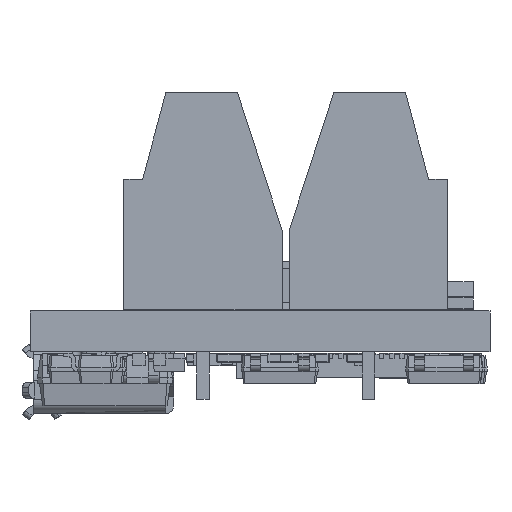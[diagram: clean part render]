
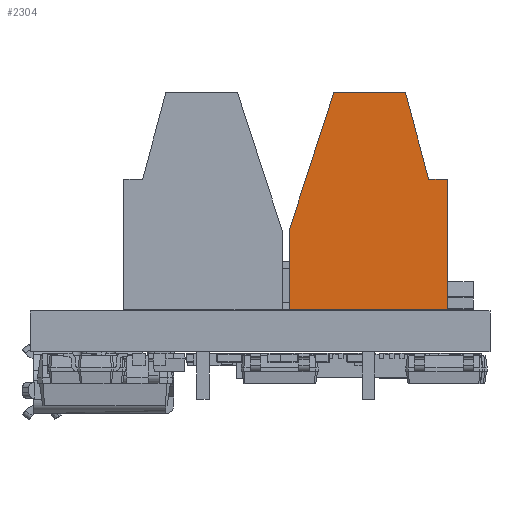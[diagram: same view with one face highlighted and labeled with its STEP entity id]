
A CAD part, front view. The second image highlights one B-rep face of the part: STEP entity #2304.
In plain terms, the highlighted face is planar.
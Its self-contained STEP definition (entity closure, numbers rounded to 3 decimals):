
#1898 = VERTEX_POINT('',#1899);
#1899 = CARTESIAN_POINT('',(-1.5,-3.1,0.));
#1916 = VERTEX_POINT('',#1917);
#1917 = CARTESIAN_POINT('',(-1.5,3.1,0.));
#1923 = EDGE_CURVE('',#1898,#1916,#1924,.T.);
#1924 = LINE('',#1925,#1926);
#1925 = CARTESIAN_POINT('',(-1.5,-3.1,0.));
#1926 = VECTOR('',#1927,1.);
#1927 = DIRECTION('',(0.,1.,0.));
#2107 = EDGE_CURVE('',#2108,#1898,#2110,.T.);
#2108 = VERTEX_POINT('',#2109);
#2109 = CARTESIAN_POINT('',(-1.5,-3.1,5.1));
#2110 = LINE('',#2111,#2112);
#2111 = CARTESIAN_POINT('',(-1.5,-3.1,8.5));
#2112 = VECTOR('',#2113,1.);
#2113 = DIRECTION('',(0.,0.,-1.));
#2304 = ADVANCED_FACE('',(#2305),#2347,.F.);
#2305 = FACE_BOUND('',#2306,.F.);
#2306 = EDGE_LOOP('',(#2307,#2315,#2316,#2317,#2325,#2333,#2341));
#2307 = ORIENTED_EDGE('',*,*,#2308,.T.);
#2308 = EDGE_CURVE('',#2309,#2108,#2311,.T.);
#2309 = VERTEX_POINT('',#2310);
#2310 = CARTESIAN_POINT('',(-1.5,-2.36,5.1));
#2311 = LINE('',#2312,#2313);
#2312 = CARTESIAN_POINT('',(-1.5,-2.36,5.1));
#2313 = VECTOR('',#2314,1.);
#2314 = DIRECTION('',(0.,-1.,0.));
#2315 = ORIENTED_EDGE('',*,*,#2107,.T.);
#2316 = ORIENTED_EDGE('',*,*,#1923,.T.);
#2317 = ORIENTED_EDGE('',*,*,#2318,.T.);
#2318 = EDGE_CURVE('',#1916,#2319,#2321,.T.);
#2319 = VERTEX_POINT('',#2320);
#2320 = CARTESIAN_POINT('',(-1.5,3.1,3.114));
#2321 = LINE('',#2322,#2323);
#2322 = CARTESIAN_POINT('',(-1.5,3.1,0.));
#2323 = VECTOR('',#2324,1.);
#2324 = DIRECTION('',(0.,0.,1.));
#2325 = ORIENTED_EDGE('',*,*,#2326,.F.);
#2326 = EDGE_CURVE('',#2327,#2319,#2329,.T.);
#2327 = VERTEX_POINT('',#2328);
#2328 = CARTESIAN_POINT('',(-1.5,1.35,8.5));
#2329 = LINE('',#2330,#2331);
#2330 = CARTESIAN_POINT('',(-1.5,1.35,8.5));
#2331 = VECTOR('',#2332,1.);
#2332 = DIRECTION('',(0.,0.309,-0.951));
#2333 = ORIENTED_EDGE('',*,*,#2334,.T.);
#2334 = EDGE_CURVE('',#2327,#2335,#2337,.T.);
#2335 = VERTEX_POINT('',#2336);
#2336 = CARTESIAN_POINT('',(-1.5,-1.45,8.5));
#2337 = LINE('',#2338,#2339);
#2338 = CARTESIAN_POINT('',(-1.5,3.1,8.5));
#2339 = VECTOR('',#2340,1.);
#2340 = DIRECTION('',(0.,-1.,0.));
#2341 = ORIENTED_EDGE('',*,*,#2342,.T.);
#2342 = EDGE_CURVE('',#2335,#2309,#2343,.T.);
#2343 = LINE('',#2344,#2345);
#2344 = CARTESIAN_POINT('',(-1.5,-1.45,8.5));
#2345 = VECTOR('',#2346,1.);
#2346 = DIRECTION('',(0.,-0.259,-0.966));
#2347 = PLANE('',#2348);
#2348 = AXIS2_PLACEMENT_3D('',#2349,#2350,#2351);
#2349 = CARTESIAN_POINT('',(-1.5,0.,4.25));
#2350 = DIRECTION('',(1.,0.,0.));
#2351 = DIRECTION('',(0.,0.,1.));
